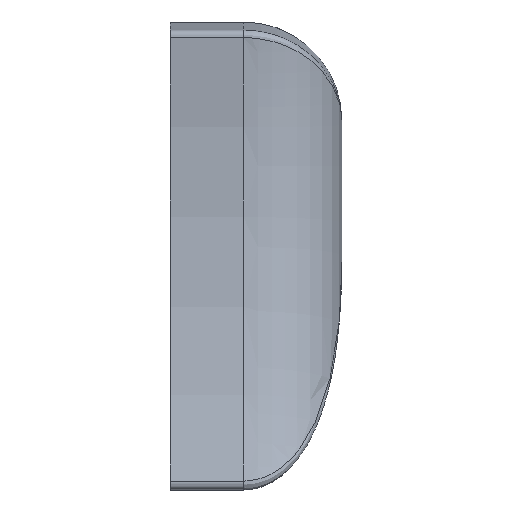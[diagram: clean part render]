
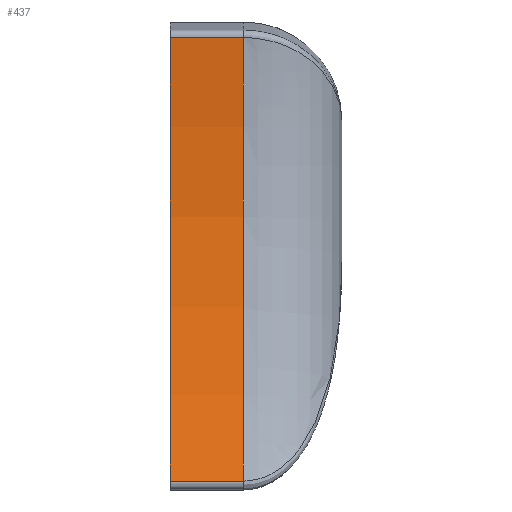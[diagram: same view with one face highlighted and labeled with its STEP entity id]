
A CAD part, left-side view. The second image highlights one B-rep face of the part: STEP entity #437.
In plain terms, the highlighted cylindrical face has radius 556.3 mm (diameter 1112.6 mm), a partial arc.
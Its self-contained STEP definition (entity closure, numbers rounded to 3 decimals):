
#37 = CARTESIAN_POINT ( 'NONE',  ( 217.125, 0., -115.432 ) ) ;
#45 = CARTESIAN_POINT ( 'NONE',  ( 242.589, -40., 126.507 ) ) ;
#84 = ORIENTED_EDGE ( 'NONE', *, *, #813, .T. ) ;
#96 = ORIENTED_EDGE ( 'NONE', *, *, #759, .F. ) ;
#106 = CIRCLE ( 'NONE', #121, 556.3 ) ;
#121 = AXIS2_PLACEMENT_3D ( 'NONE', #391, #320, #872 ) ;
#183 = DIRECTION ( 'NONE',  ( 0., 1., 0. ) ) ;
#228 = DIRECTION ( 'NONE',  ( 0., 0., 1. ) ) ;
#229 = CARTESIAN_POINT ( 'NONE',  ( -310., 0., 62.356 ) ) ;
#244 = ORIENTED_EDGE ( 'NONE', *, *, #387, .T. ) ;
#248 = VERTEX_POINT ( 'NONE', #45 ) ;
#251 = DIRECTION ( 'NONE',  ( 0., 1., 0. ) ) ;
#299 = CYLINDRICAL_SURFACE ( 'NONE', #808, 556.3 ) ;
#314 = CIRCLE ( 'NONE', #488, 556.3 ) ;
#320 = DIRECTION ( 'NONE',  ( 0., -1., 0. ) ) ;
#377 = CARTESIAN_POINT ( 'NONE',  ( 217.125, -110., -115.432 ) ) ;
#387 = EDGE_CURVE ( 'NONE', #248, #914, #663, .T. ) ;
#391 = CARTESIAN_POINT ( 'NONE',  ( -310., -40., 62.356 ) ) ;
#437 = ADVANCED_FACE ( 'NONE', ( #661 ), #299, .F. ) ;
#488 = AXIS2_PLACEMENT_3D ( 'NONE', #229, #183, #667 ) ;
#519 = VECTOR ( 'NONE', #861, 1000. ) ;
#534 = EDGE_LOOP ( 'NONE', ( #96, #728, #244, #84 ) ) ;
#568 = CARTESIAN_POINT ( 'NONE',  ( 242.589, 0., 126.507 ) ) ;
#590 = DIRECTION ( 'NONE',  ( 0., 1., 0. ) ) ;
#597 = EDGE_CURVE ( 'NONE', #672, #248, #106, .T. ) ;
#621 = LINE ( 'NONE', #377, #885 ) ;
#650 = VERTEX_POINT ( 'NONE', #37 ) ;
#661 = FACE_OUTER_BOUND ( 'NONE', #534, .T. ) ;
#663 = LINE ( 'NONE', #716, #519 ) ;
#667 = DIRECTION ( 'NONE',  ( 0., 0., -1. ) ) ;
#672 = VERTEX_POINT ( 'NONE', #816 ) ;
#716 = CARTESIAN_POINT ( 'NONE',  ( 242.589, -110., 126.507 ) ) ;
#728 = ORIENTED_EDGE ( 'NONE', *, *, #597, .T. ) ;
#759 = EDGE_CURVE ( 'NONE', #672, #650, #621, .T. ) ;
#794 = CARTESIAN_POINT ( 'NONE',  ( -310., -110., 62.356 ) ) ;
#808 = AXIS2_PLACEMENT_3D ( 'NONE', #794, #590, #228 ) ;
#813 = EDGE_CURVE ( 'NONE', #914, #650, #314, .T. ) ;
#816 = CARTESIAN_POINT ( 'NONE',  ( 217.125, -40., -115.432 ) ) ;
#861 = DIRECTION ( 'NONE',  ( 0., 1., 0. ) ) ;
#872 = DIRECTION ( 'NONE',  ( 0., 0., 1. ) ) ;
#885 = VECTOR ( 'NONE', #251, 1000. ) ;
#914 = VERTEX_POINT ( 'NONE', #568 ) ;
